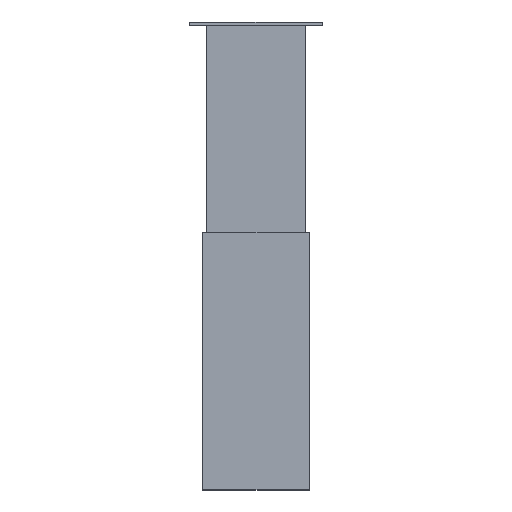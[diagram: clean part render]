
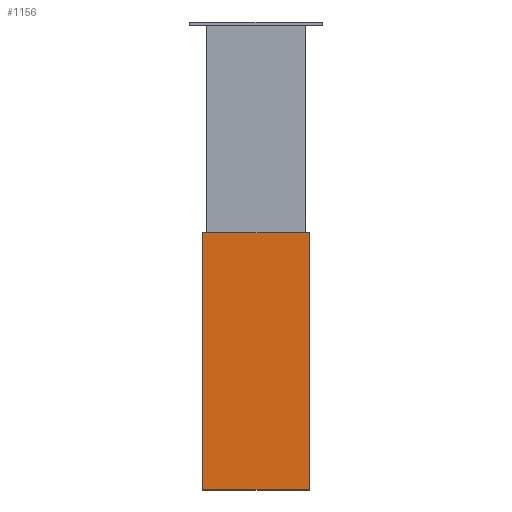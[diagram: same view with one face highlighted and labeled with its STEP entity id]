
A CAD part, top view. The second image highlights one B-rep face of the part: STEP entity #1156.
In plain terms, the highlighted planar face has unit normal (0, 0, 1).
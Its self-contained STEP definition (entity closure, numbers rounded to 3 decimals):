
#166=FACE_OUTER_BOUND('',#234,.T.);
#234=EDGE_LOOP('',(#1030,#1031,#1032,#1033));
#354=LINE('',#1878,#478);
#355=LINE('',#1880,#479);
#356=LINE('',#1882,#480);
#357=LINE('',#1883,#481);
#478=VECTOR('',#1551,10.);
#479=VECTOR('',#1552,10.);
#480=VECTOR('',#1553,10.);
#481=VECTOR('',#1554,10.);
#586=VERTEX_POINT('',#1876);
#587=VERTEX_POINT('',#1877);
#588=VERTEX_POINT('',#1879);
#589=VERTEX_POINT('',#1881);
#738=EDGE_CURVE('',#586,#587,#354,.T.);
#739=EDGE_CURVE('',#586,#588,#355,.T.);
#740=EDGE_CURVE('',#589,#588,#356,.T.);
#741=EDGE_CURVE('',#587,#589,#357,.T.);
#1030=ORIENTED_EDGE('',*,*,#738,.F.);
#1031=ORIENTED_EDGE('',*,*,#739,.T.);
#1032=ORIENTED_EDGE('',*,*,#740,.F.);
#1033=ORIENTED_EDGE('',*,*,#741,.F.);
#1098=PLANE('',#1252);
#1156=ADVANCED_FACE('',(#166),#1098,.T.);
#1252=AXIS2_PLACEMENT_3D('',#1875,#1549,#1550);
#1549=DIRECTION('center_axis',(0.,0.,1.));
#1550=DIRECTION('ref_axis',(1.,0.,0.));
#1551=DIRECTION('',(-1.,0.,0.));
#1552=DIRECTION('',(0.,1.,0.));
#1553=DIRECTION('',(1.,0.,0.));
#1554=DIRECTION('',(0.,1.,0.));
#1875=CARTESIAN_POINT('Origin',(-2.,-120.,2.));
#1876=CARTESIAN_POINT('',(62.,-120.,2.));
#1877=CARTESIAN_POINT('',(-2.,-120.,2.));
#1878=CARTESIAN_POINT('',(62.,-120.,2.));
#1879=CARTESIAN_POINT('',(62.,35.,2.));
#1880=CARTESIAN_POINT('',(62.,-120.,2.));
#1881=CARTESIAN_POINT('',(-2.,35.,2.));
#1882=CARTESIAN_POINT('',(62.,35.,2.));
#1883=CARTESIAN_POINT('',(-2.,-120.,2.));
